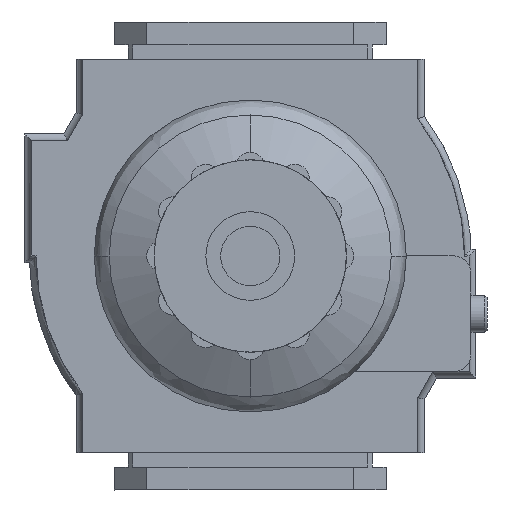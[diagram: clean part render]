
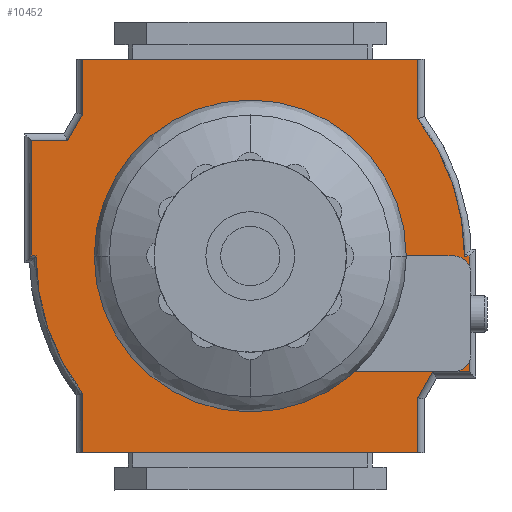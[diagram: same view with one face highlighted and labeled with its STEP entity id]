
A CAD part, front view. The second image highlights one B-rep face of the part: STEP entity #10452.
In plain terms, the highlighted face is planar.
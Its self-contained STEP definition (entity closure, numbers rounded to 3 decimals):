
#87 = EDGE_CURVE ( 'NONE', #7888, #1775, #1169, .T. ) ;
#124 = AXIS2_PLACEMENT_3D ( 'NONE', #532, #2271, #10635 ) ;
#266 = CARTESIAN_POINT ( 'NONE',  ( -23., 30.9, 0. ) ) ;
#328 = LINE ( 'NONE', #5628, #8454 ) ;
#404 = ORIENTED_EDGE ( 'NONE', *, *, #9821, .F. ) ;
#532 = CARTESIAN_POINT ( 'NONE',  ( -1.2, 30.9, 0. ) ) ;
#569 = ORIENTED_EDGE ( 'NONE', *, *, #4092, .F. ) ;
#602 = CARTESIAN_POINT ( 'NONE',  ( 23., 30.9, 0. ) ) ;
#614 = EDGE_CURVE ( 'NONE', #3373, #1609, #10378, .T. ) ;
#725 = EDGE_CURVE ( 'NONE', #3943, #3733, #328, .T. ) ;
#744 = VERTEX_POINT ( 'NONE', #4745 ) ;
#963 = ORIENTED_EDGE ( 'NONE', *, *, #1575, .F. ) ;
#1169 = LINE ( 'NONE', #2157, #8948 ) ;
#1208 = LINE ( 'NONE', #10680, #10239 ) ;
#1273 = AXIS2_PLACEMENT_3D ( 'NONE', #4833, #10627, #8178 ) ;
#1311 = ORIENTED_EDGE ( 'NONE', *, *, #3080, .F. ) ;
#1331 = CARTESIAN_POINT ( 'NONE',  ( -18., 30.9, -21.125 ) ) ;
#1545 = CARTESIAN_POINT ( 'NONE',  ( 19.6, 30.9, 12.4 ) ) ;
#1575 = EDGE_CURVE ( 'NONE', #7557, #10892, #7371, .T. ) ;
#1609 = VERTEX_POINT ( 'NONE', #3222 ) ;
#1676 = CIRCLE ( 'NONE', #8929, 24.2 ) ;
#1775 = VERTEX_POINT ( 'NONE', #10612 ) ;
#1960 = DIRECTION ( 'NONE',  ( 0., 0., -1. ) ) ;
#2003 = CARTESIAN_POINT ( 'NONE',  ( 23.5, 30.9, 12.4 ) ) ;
#2048 = LINE ( 'NONE', #2998, #9182 ) ;
#2153 = ORIENTED_EDGE ( 'NONE', *, *, #614, .F. ) ;
#2157 = CARTESIAN_POINT ( 'NONE',  ( -18., 30.9, -15.2 ) ) ;
#2171 = EDGE_CURVE ( 'NONE', #1609, #3943, #7591, .T. ) ;
#2271 = DIRECTION ( 'NONE',  ( 0., -1., 0. ) ) ;
#2463 = EDGE_CURVE ( 'NONE', #3733, #7888, #3390, .T. ) ;
#2658 = EDGE_CURVE ( 'NONE', #9366, #7557, #9460, .T. ) ;
#2678 = CARTESIAN_POINT ( 'NONE',  ( -23.5, 30.9, 0. ) ) ;
#2712 = VERTEX_POINT ( 'NONE', #4535 ) ;
#2741 = CARTESIAN_POINT ( 'NONE',  ( -23., 30.9, 0. ) ) ;
#2861 = EDGE_LOOP ( 'NONE', ( #5692, #963, #4310, #5169, #4442, #5799, #4207, #5170, #2153, #3041, #1311, #9637, #7896, #10362, #404, #569 ) ) ;
#2991 = DIRECTION ( 'NONE',  ( 0., -1., 0. ) ) ;
#2998 = CARTESIAN_POINT ( 'NONE',  ( 18., 30.9, 15.2 ) ) ;
#3041 = ORIENTED_EDGE ( 'NONE', *, *, #6911, .F. ) ;
#3080 = EDGE_CURVE ( 'NONE', #2712, #5855, #4464, .T. ) ;
#3161 = CARTESIAN_POINT ( 'NONE',  ( -23.5, 30.9, -12.4 ) ) ;
#3222 = CARTESIAN_POINT ( 'NONE',  ( -23.5, 30.9, 0. ) ) ;
#3276 = VERTEX_POINT ( 'NONE', #7310 ) ;
#3373 = VERTEX_POINT ( 'NONE', #266 ) ;
#3390 = LINE ( 'NONE', #9200, #10702 ) ;
#3422 = VERTEX_POINT ( 'NONE', #2003 ) ;
#3519 = CARTESIAN_POINT ( 'NONE',  ( 18., 30.9, -21.125 ) ) ;
#3613 = VECTOR ( 'NONE', #4478, 1000. ) ;
#3733 = VERTEX_POINT ( 'NONE', #9472 ) ;
#3878 = DIRECTION ( 'NONE',  ( -1., 0., 0. ) ) ;
#3906 = LINE ( 'NONE', #8997, #5470 ) ;
#3943 = VERTEX_POINT ( 'NONE', #3161 ) ;
#4092 = EDGE_CURVE ( 'NONE', #5076, #3422, #10437, .T. ) ;
#4207 = ORIENTED_EDGE ( 'NONE', *, *, #725, .F. ) ;
#4223 = EDGE_CURVE ( 'NONE', #10892, #5076, #3906, .T. ) ;
#4240 = DIRECTION ( 'NONE',  ( 0., 0., -1. ) ) ;
#4310 = ORIENTED_EDGE ( 'NONE', *, *, #2658, .F. ) ;
#4393 = DIRECTION ( 'NONE',  ( 0.496, 0., -0.868 ) ) ;
#4442 = ORIENTED_EDGE ( 'NONE', *, *, #87, .F. ) ;
#4464 = LINE ( 'NONE', #7815, #6474 ) ;
#4478 = DIRECTION ( 'NONE',  ( -1., 0., 0. ) ) ;
#4513 = EDGE_CURVE ( 'NONE', #1775, #9366, #10689, .T. ) ;
#4535 = CARTESIAN_POINT ( 'NONE',  ( -18., 30.9, 21.125 ) ) ;
#4538 = CARTESIAN_POINT ( 'NONE',  ( 19.6, 30.9, 12.4 ) ) ;
#4631 = DIRECTION ( 'NONE',  ( 0., 0., 1. ) ) ;
#4745 = CARTESIAN_POINT ( 'NONE',  ( 18., 30.9, 15.2 ) ) ;
#4833 = CARTESIAN_POINT ( 'NONE',  ( 0., 30.9, 0. ) ) ;
#4865 = EDGE_CURVE ( 'NONE', #3276, #2712, #1208, .T. ) ;
#4912 = VECTOR ( 'NONE', #6981, 1000. ) ;
#4922 = EDGE_CURVE ( 'NONE', #744, #3276, #2048, .T. ) ;
#5076 = VERTEX_POINT ( 'NONE', #7785 ) ;
#5169 = ORIENTED_EDGE ( 'NONE', *, *, #4513, .F. ) ;
#5170 = ORIENTED_EDGE ( 'NONE', *, *, #2171, .F. ) ;
#5177 = VERTEX_POINT ( 'NONE', #4538 ) ;
#5323 = CARTESIAN_POINT ( 'NONE',  ( 23.5, 30.9, 0. ) ) ;
#5365 = CARTESIAN_POINT ( 'NONE',  ( 18., 30.9, -14.731 ) ) ;
#5382 = CARTESIAN_POINT ( 'NONE',  ( 23.5, 30.9, 12.4 ) ) ;
#5470 = VECTOR ( 'NONE', #7209, 1000. ) ;
#5567 = DIRECTION ( 'NONE',  ( 0., 0., -1. ) ) ;
#5628 = CARTESIAN_POINT ( 'NONE',  ( -23.5, 30.9, -12.4 ) ) ;
#5692 = ORIENTED_EDGE ( 'NONE', *, *, #4223, .F. ) ;
#5799 = ORIENTED_EDGE ( 'NONE', *, *, #2463, .F. ) ;
#5855 = VERTEX_POINT ( 'NONE', #10089 ) ;
#6121 = VECTOR ( 'NONE', #7984, 1000. ) ;
#6239 = VECTOR ( 'NONE', #7454, 1000. ) ;
#6367 = FACE_OUTER_BOUND ( 'NONE', #2861, .T. ) ;
#6474 = VECTOR ( 'NONE', #1960, 1000. ) ;
#6485 = DIRECTION ( 'NONE',  ( 1., 0., 0. ) ) ;
#6829 = VECTOR ( 'NONE', #4240, 1000. ) ;
#6911 = EDGE_CURVE ( 'NONE', #5855, #3373, #1676, .T. ) ;
#6981 = DIRECTION ( 'NONE',  ( -1., 0., 0. ) ) ;
#7004 = LINE ( 'NONE', #5382, #3613 ) ;
#7209 = DIRECTION ( 'NONE',  ( 1., 0., 0. ) ) ;
#7229 = CARTESIAN_POINT ( 'NONE',  ( -18., 30.9, -15.2 ) ) ;
#7310 = CARTESIAN_POINT ( 'NONE',  ( 18., 30.9, 21.125 ) ) ;
#7371 = CIRCLE ( 'NONE', #124, 24.2 ) ;
#7454 = DIRECTION ( 'NONE',  ( -0.496, 0., 0.868 ) ) ;
#7557 = VERTEX_POINT ( 'NONE', #5365 ) ;
#7591 = LINE ( 'NONE', #2678, #6829 ) ;
#7785 = CARTESIAN_POINT ( 'NONE',  ( 23.5, 30.9, 0. ) ) ;
#7815 = CARTESIAN_POINT ( 'NONE',  ( -18., 30.9, 21.125 ) ) ;
#7888 = VERTEX_POINT ( 'NONE', #7229 ) ;
#7889 = CARTESIAN_POINT ( 'NONE',  ( 18., 30.9, -21.125 ) ) ;
#7896 = ORIENTED_EDGE ( 'NONE', *, *, #4922, .F. ) ;
#7984 = DIRECTION ( 'NONE',  ( 0., 0., 1. ) ) ;
#8060 = CARTESIAN_POINT ( 'NONE',  ( 1.2, 30.9, 0. ) ) ;
#8122 = DIRECTION ( 'NONE',  ( -1., 0., 0. ) ) ;
#8178 = DIRECTION ( 'NONE',  ( 0., 0., 1. ) ) ;
#8454 = VECTOR ( 'NONE', #9647, 1000. ) ;
#8686 = EDGE_CURVE ( 'NONE', #5177, #744, #10128, .T. ) ;
#8803 = DIRECTION ( 'NONE',  ( 0., 0., 1. ) ) ;
#8929 = AXIS2_PLACEMENT_3D ( 'NONE', #8060, #2991, #3878 ) ;
#8948 = VECTOR ( 'NONE', #5567, 1000. ) ;
#8988 = VECTOR ( 'NONE', #4631, 1000. ) ;
#8992 = VECTOR ( 'NONE', #6485, 1000. ) ;
#8997 = CARTESIAN_POINT ( 'NONE',  ( 23., 30.9, 0. ) ) ;
#9182 = VECTOR ( 'NONE', #8803, 1000. ) ;
#9200 = CARTESIAN_POINT ( 'NONE',  ( -19.6, 30.9, -12.4 ) ) ;
#9366 = VERTEX_POINT ( 'NONE', #3519 ) ;
#9460 = LINE ( 'NONE', #7889, #6121 ) ;
#9472 = CARTESIAN_POINT ( 'NONE',  ( -19.6, 30.9, -12.4 ) ) ;
#9637 = ORIENTED_EDGE ( 'NONE', *, *, #4865, .F. ) ;
#9647 = DIRECTION ( 'NONE',  ( 1., 0., 0. ) ) ;
#9821 = EDGE_CURVE ( 'NONE', #3422, #5177, #7004, .T. ) ;
#9853 = PLANE ( 'NONE',  #1273 ) ;
#10089 = CARTESIAN_POINT ( 'NONE',  ( -18., 30.9, 14.731 ) ) ;
#10128 = LINE ( 'NONE', #1545, #6239 ) ;
#10239 = VECTOR ( 'NONE', #8122, 1000. ) ;
#10362 = ORIENTED_EDGE ( 'NONE', *, *, #8686, .F. ) ;
#10378 = LINE ( 'NONE', #2741, #4912 ) ;
#10437 = LINE ( 'NONE', #5323, #8988 ) ;
#10452 = ADVANCED_FACE ( 'NONE', ( #6367 ), #9853, .T. ) ;
#10612 = CARTESIAN_POINT ( 'NONE',  ( -18., 30.9, -21.125 ) ) ;
#10627 = DIRECTION ( 'NONE',  ( 0., 1., 0. ) ) ;
#10635 = DIRECTION ( 'NONE',  ( 1., 0., 0. ) ) ;
#10680 = CARTESIAN_POINT ( 'NONE',  ( 18., 30.9, 21.125 ) ) ;
#10689 = LINE ( 'NONE', #1331, #8992 ) ;
#10702 = VECTOR ( 'NONE', #4393, 1000. ) ;
#10892 = VERTEX_POINT ( 'NONE', #602 ) ;
